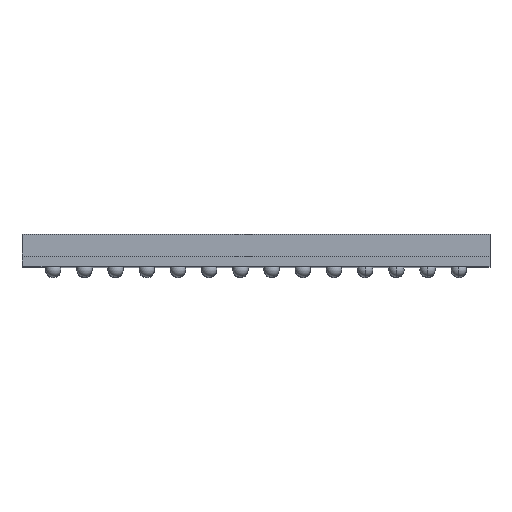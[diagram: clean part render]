
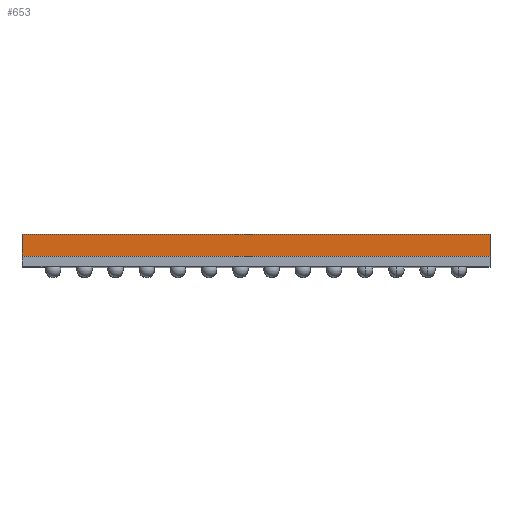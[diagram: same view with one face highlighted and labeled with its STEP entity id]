
A CAD part, top view. The second image highlights one B-rep face of the part: STEP entity #653.
In plain terms, the highlighted planar face has unit normal (0, 0, 1).
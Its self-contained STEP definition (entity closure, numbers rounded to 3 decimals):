
#530=DIRECTION('',(1.,0.,0.));
#531=VECTOR('',#530,15.);
#532=CARTESIAN_POINT('',(-7.5,0.,7.5));
#533=LINE('',#532,#531);
#537=DIRECTION('',(0.,1.,0.));
#538=VECTOR('',#537,0.7);
#539=CARTESIAN_POINT('',(7.5,0.,7.5));
#540=LINE('',#539,#538);
#544=DIRECTION('',(0.,1.,0.));
#545=VECTOR('',#544,0.7);
#546=CARTESIAN_POINT('',(-7.5,0.,7.5));
#547=LINE('',#546,#545);
#572=DIRECTION('',(1.,0.,0.));
#573=VECTOR('',#572,15.);
#574=CARTESIAN_POINT('',(-7.5,0.7,7.5));
#575=LINE('',#574,#573);
#593=CARTESIAN_POINT('',(7.5,0.,7.5));
#595=VERTEX_POINT('',#593);
#599=CARTESIAN_POINT('',(-7.5,0.,7.5));
#600=VERTEX_POINT('',#599);
#601=CARTESIAN_POINT('',(7.5,0.7,7.5));
#603=VERTEX_POINT('',#601);
#607=CARTESIAN_POINT('',(-7.5,0.7,7.5));
#608=VERTEX_POINT('',#607);
#640=CARTESIAN_POINT('',(-7.5,0.,7.5));
#641=DIRECTION('',(0.,0.,1.));
#642=DIRECTION('',(1.,0.,0.));
#643=AXIS2_PLACEMENT_3D('',#640,#641,#642);
#644=PLANE('',#643);
#645=ORIENTED_EDGE('',*,*,#620,.F.);
#647=ORIENTED_EDGE('',*,*,#646,.T.);
#649=ORIENTED_EDGE('',*,*,#648,.T.);
#650=ORIENTED_EDGE('',*,*,#631,.F.);
#651=EDGE_LOOP('',(#645,#647,#649,#650));
#652=FACE_OUTER_BOUND('',#651,.F.);
#653=ADVANCED_FACE('',(#652),#644,.T.);
#620=EDGE_CURVE('',#600,#595,#533,.T.);
#631=EDGE_CURVE('',#595,#603,#540,.T.);
#646=EDGE_CURVE('',#600,#608,#547,.T.);
#648=EDGE_CURVE('',#608,#603,#575,.T.);
